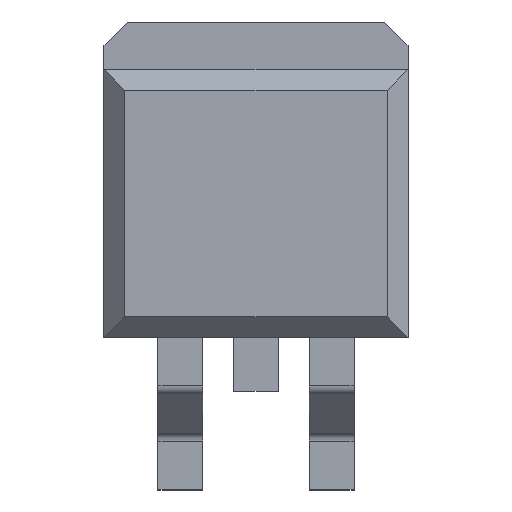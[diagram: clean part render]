
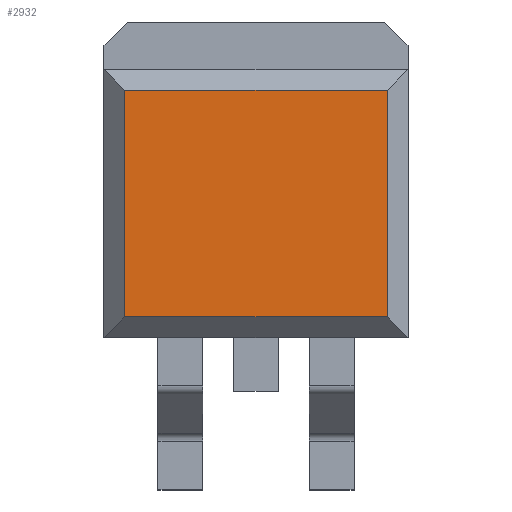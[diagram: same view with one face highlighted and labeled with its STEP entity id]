
A CAD part, top view. The second image highlights one B-rep face of the part: STEP entity #2932.
In plain terms, the highlighted planar face has unit normal (0, 0, 1).
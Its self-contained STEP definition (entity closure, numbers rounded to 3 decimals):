
#770 = PLANE('',#771);
#771 = AXIS2_PLACEMENT_3D('',#772,#773,#774);
#772 = CARTESIAN_POINT('',(-5.1,4.15,4.05));
#773 = DIRECTION('',(0.,0.707,0.707));
#774 = DIRECTION('',(-1.,-0.,-0.));
#845 = PLANE('',#846);
#846 = AXIS2_PLACEMENT_3D('',#847,#848,#849);
#847 = CARTESIAN_POINT('',(-4.75,-4.5,4.05));
#848 = DIRECTION('',(-0.707,0.,0.707));
#849 = DIRECTION('',(-0.,-1.,-0.));
#881 = PLANE('',#882);
#882 = AXIS2_PLACEMENT_3D('',#883,#884,#885);
#883 = CARTESIAN_POINT('',(4.75,4.5,4.05));
#884 = DIRECTION('',(0.707,0.,0.707));
#885 = DIRECTION('',(0.,1.,0.));
#933 = PLANE('',#934);
#934 = AXIS2_PLACEMENT_3D('',#935,#936,#937);
#935 = CARTESIAN_POINT('',(5.1,-4.15,4.05));
#936 = DIRECTION('',(0.,-0.707,0.707));
#937 = DIRECTION('',(1.,0.,0.));
#1269 = VERTEX_POINT('',#1270);
#1270 = CARTESIAN_POINT('',(-4.4,3.8,4.4));
#1293 = VERTEX_POINT('',#1294);
#1294 = CARTESIAN_POINT('',(4.4,3.8,4.4));
#1315 = EDGE_CURVE('',#1269,#1293,#1316,.T.);
#1316 = SURFACE_CURVE('',#1317,(#1321,#1328),.PCURVE_S1.);
#1317 = LINE('',#1318,#1319);
#1318 = CARTESIAN_POINT('',(-5.1,3.8,4.4));
#1319 = VECTOR('',#1320,1.);
#1320 = DIRECTION('',(1.,0.,0.));
#1321 = PCURVE('',#770,#1322);
#1322 = DEFINITIONAL_REPRESENTATION('',(#1323),#1327);
#1323 = LINE('',#1324,#1325);
#1324 = CARTESIAN_POINT('',(-0.,0.495));
#1325 = VECTOR('',#1326,1.);
#1326 = DIRECTION('',(-1.,0.));
#1327 = ( GEOMETRIC_REPRESENTATION_CONTEXT(2) 
PARAMETRIC_REPRESENTATION_CONTEXT() REPRESENTATION_CONTEXT('2D SPACE',''
  ) );
#1328 = PCURVE('',#1329,#1334);
#1329 = PLANE('',#1330);
#1330 = AXIS2_PLACEMENT_3D('',#1331,#1332,#1333);
#1331 = CARTESIAN_POINT('',(0.,0.,4.4));
#1332 = DIRECTION('',(0.,0.,1.));
#1333 = DIRECTION('',(1.,0.,0.));
#1334 = DEFINITIONAL_REPRESENTATION('',(#1335),#1339);
#1335 = LINE('',#1336,#1337);
#1336 = CARTESIAN_POINT('',(-5.1,3.8));
#1337 = VECTOR('',#1338,1.);
#1338 = DIRECTION('',(1.,0.));
#1339 = ( GEOMETRIC_REPRESENTATION_CONTEXT(2) 
PARAMETRIC_REPRESENTATION_CONTEXT() REPRESENTATION_CONTEXT('2D SPACE',''
  ) );
#1345 = VERTEX_POINT('',#1346);
#1346 = CARTESIAN_POINT('',(-4.4,-3.8,4.4));
#1369 = EDGE_CURVE('',#1345,#1269,#1370,.T.);
#1370 = SURFACE_CURVE('',#1371,(#1375,#1382),.PCURVE_S1.);
#1371 = LINE('',#1372,#1373);
#1372 = CARTESIAN_POINT('',(-4.4,-4.5,4.4));
#1373 = VECTOR('',#1374,1.);
#1374 = DIRECTION('',(0.,1.,0.));
#1375 = PCURVE('',#845,#1376);
#1376 = DEFINITIONAL_REPRESENTATION('',(#1377),#1381);
#1377 = LINE('',#1378,#1379);
#1378 = CARTESIAN_POINT('',(-0.,0.495));
#1379 = VECTOR('',#1380,1.);
#1380 = DIRECTION('',(-1.,0.));
#1381 = ( GEOMETRIC_REPRESENTATION_CONTEXT(2) 
PARAMETRIC_REPRESENTATION_CONTEXT() REPRESENTATION_CONTEXT('2D SPACE',''
  ) );
#1382 = PCURVE('',#1329,#1383);
#1383 = DEFINITIONAL_REPRESENTATION('',(#1384),#1388);
#1384 = LINE('',#1385,#1386);
#1385 = CARTESIAN_POINT('',(-4.4,-4.5));
#1386 = VECTOR('',#1387,1.);
#1387 = DIRECTION('',(0.,1.));
#1388 = ( GEOMETRIC_REPRESENTATION_CONTEXT(2) 
PARAMETRIC_REPRESENTATION_CONTEXT() REPRESENTATION_CONTEXT('2D SPACE',''
  ) );
#1396 = VERTEX_POINT('',#1397);
#1397 = CARTESIAN_POINT('',(4.4,-3.8,4.4));
#1418 = EDGE_CURVE('',#1293,#1396,#1419,.T.);
#1419 = SURFACE_CURVE('',#1420,(#1424,#1431),.PCURVE_S1.);
#1420 = LINE('',#1421,#1422);
#1421 = CARTESIAN_POINT('',(4.4,4.5,4.4));
#1422 = VECTOR('',#1423,1.);
#1423 = DIRECTION('',(0.,-1.,0.));
#1424 = PCURVE('',#881,#1425);
#1425 = DEFINITIONAL_REPRESENTATION('',(#1426),#1430);
#1426 = LINE('',#1427,#1428);
#1427 = CARTESIAN_POINT('',(-0.,0.495));
#1428 = VECTOR('',#1429,1.);
#1429 = DIRECTION('',(-1.,0.));
#1430 = ( GEOMETRIC_REPRESENTATION_CONTEXT(2) 
PARAMETRIC_REPRESENTATION_CONTEXT() REPRESENTATION_CONTEXT('2D SPACE',''
  ) );
#1431 = PCURVE('',#1329,#1432);
#1432 = DEFINITIONAL_REPRESENTATION('',(#1433),#1437);
#1433 = LINE('',#1434,#1435);
#1434 = CARTESIAN_POINT('',(4.4,4.5));
#1435 = VECTOR('',#1436,1.);
#1436 = DIRECTION('',(0.,-1.));
#1437 = ( GEOMETRIC_REPRESENTATION_CONTEXT(2) 
PARAMETRIC_REPRESENTATION_CONTEXT() REPRESENTATION_CONTEXT('2D SPACE',''
  ) );
#1445 = EDGE_CURVE('',#1396,#1345,#1446,.T.);
#1446 = SURFACE_CURVE('',#1447,(#1451,#1458),.PCURVE_S1.);
#1447 = LINE('',#1448,#1449);
#1448 = CARTESIAN_POINT('',(5.1,-3.8,4.4));
#1449 = VECTOR('',#1450,1.);
#1450 = DIRECTION('',(-1.,0.,0.));
#1451 = PCURVE('',#933,#1452);
#1452 = DEFINITIONAL_REPRESENTATION('',(#1453),#1457);
#1453 = LINE('',#1454,#1455);
#1454 = CARTESIAN_POINT('',(-0.,0.495));
#1455 = VECTOR('',#1456,1.);
#1456 = DIRECTION('',(-1.,0.));
#1457 = ( GEOMETRIC_REPRESENTATION_CONTEXT(2) 
PARAMETRIC_REPRESENTATION_CONTEXT() REPRESENTATION_CONTEXT('2D SPACE',''
  ) );
#1458 = PCURVE('',#1329,#1459);
#1459 = DEFINITIONAL_REPRESENTATION('',(#1460),#1464);
#1460 = LINE('',#1461,#1462);
#1461 = CARTESIAN_POINT('',(5.1,-3.8));
#1462 = VECTOR('',#1463,1.);
#1463 = DIRECTION('',(-1.,0.));
#1464 = ( GEOMETRIC_REPRESENTATION_CONTEXT(2) 
PARAMETRIC_REPRESENTATION_CONTEXT() REPRESENTATION_CONTEXT('2D SPACE',''
  ) );
#2932 = ADVANCED_FACE('',(#2933),#1329,.T.);
#2933 = FACE_BOUND('',#2934,.T.);
#2934 = EDGE_LOOP('',(#2935,#2936,#2937,#2938));
#2935 = ORIENTED_EDGE('',*,*,#1315,.F.);
#2936 = ORIENTED_EDGE('',*,*,#1369,.F.);
#2937 = ORIENTED_EDGE('',*,*,#1445,.F.);
#2938 = ORIENTED_EDGE('',*,*,#1418,.F.);
